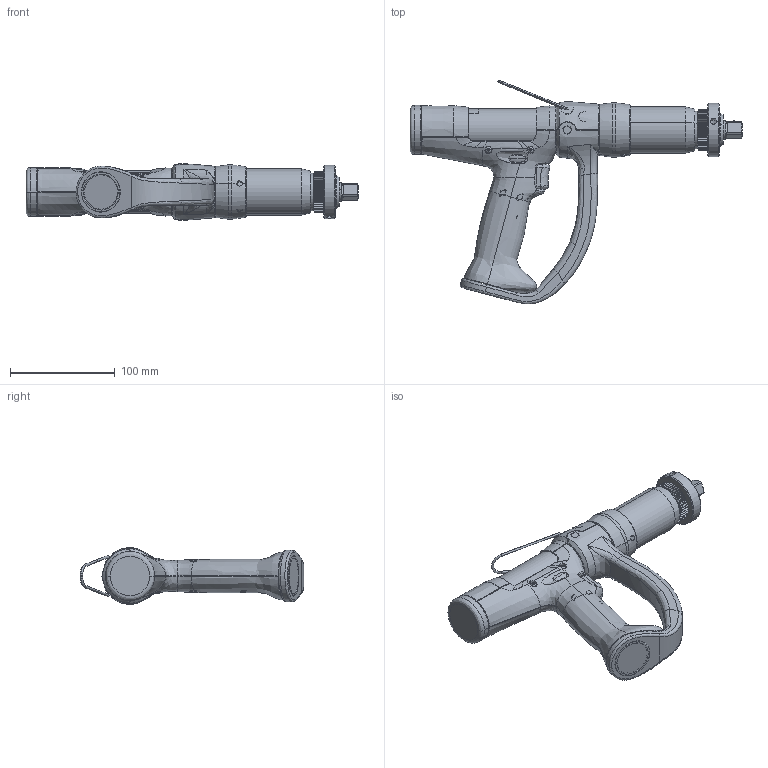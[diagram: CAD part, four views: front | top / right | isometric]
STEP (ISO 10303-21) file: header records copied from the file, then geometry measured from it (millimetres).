
FILE_DESCRIPTION((''),'2;1');
FILE_NAME('50EPN85JD4_SW0001','2018-11-27T',('A1X81'),(''),'CREO PARAMETRIC BY PTC INC, 2016050','CREO PARAMETRIC BY PTC INC, 2016050','');
FILE_SCHEMA(('CONFIG_CONTROL_DESIGN'));
Length unit declared in the file: millimetre
Products named in the file (1): 50EPN85JD4_SW0001
Bounding box: 316.48 x 213.04 x 53.6 mm (x, y, z)
Surface area: 110462.4 mm2 (no closed solid volume)
Topology: 0 solids, 68 shells, 939 faces, 2822 edges, 1863 vertices
Faces by surface type: bspline 380, cylinder 174, plane 108, extrusion 102, cone 83, torus 45, sphere 41, revolution 6
Entity records: 123762 total; most frequent: CARTESIAN_POINT 102840, ORIENTED_EDGE 4545, DIRECTION 3246, EDGE_CURVE 2799, VERTEX_POINT 1863, B_SPLINE_CURVE_WITH_KNOTS 1455, AXIS2_PLACEMENT_3D 1235, EDGE_LOOP 939
